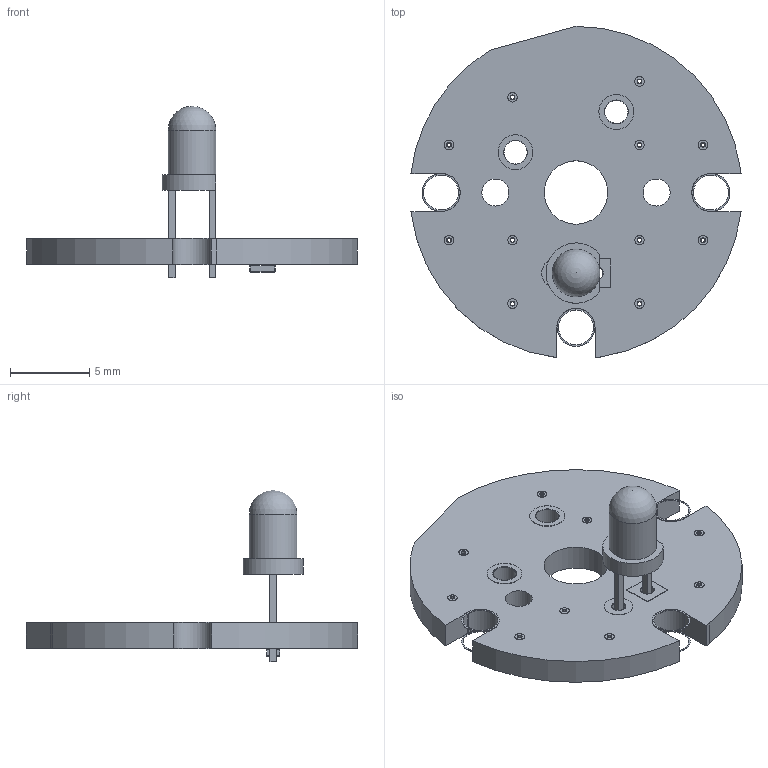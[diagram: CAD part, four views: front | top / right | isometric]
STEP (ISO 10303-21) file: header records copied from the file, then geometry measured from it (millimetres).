
FILE_DESCRIPTION(('KiCad electronic assembly'),'2;1');
FILE_NAME('button_pcb.step','2025-02-16T19:40:39',('Pcbnew'),('Kicad'), 'Open CASCADE STEP processor 7.8','KiCad to STEP converter','Unknown' );
FILE_SCHEMA(('AUTOMOTIVE_DESIGN { 1 0 10303 214 1 1 1 1 }'));
Length unit declared in the file: millimetre
Products named in the file (79): button_pcb 1; LED_D3.0mm; R_0603_1608Metric; Small_Button_track_1; Small_Button_track_2; Small_Button_track_3; Small_Button_track_4; Small_Button_track_5; Small_Button_track_6; Small_Button_track_7; Small_Button_track_8; Small_Button_track_9; Small_Button_pad_1; Small_Button_pad_2; Small_Button_pad_3; Small_Button_pad_4; Small_Button_pad_5; Small_Button_pad_6; Small_Button_pad_7; Small_Button_pad_8; Small_Button_pad_9; Small_Button_pad_10; Small_Button_pad_11; Small_Button_pad_12; Small_Button_pad_13; Small_Button_pad_14; Small_Button_pad_15; Small_Button_pad_16; Small_Button_pad_17; Small_Button_pad_18; Small_Button_pad_19; Small_Button_pad_20; Small_Button_pad_21; Small_Button_pad_22; Small_Button_pad_23; Small_Button_pad_24; Small_Button_pad_25; Small_Button_pad_26; Small_Button_pad_27; Small_Button_pad_28 ...
Assembly tree (78 placements, depth 3):
  button_pcb 1
    LED_D3.0mm
      LED_D3.0mm
    R_0603_1608Metric
      R_0603_1608Metric
    Small_Button_track_1
    Small_Button_track_2
    Small_Button_track_3
    Small_Button_track_4
    Small_Button_track_5
    Small_Button_track_6
    Small_Button_track_7
    Small_Button_track_8
    Small_Button_track_9
    Small_Button_pad_1
    Small_Button_pad_2
    Small_Button_pad_3
    Small_Button_pad_4
    Small_Button_pad_5
    Small_Button_pad_6
    Small_Button_pad_7
    Small_Button_pad_8
    Small_Button_pad_9
    Small_Button_pad_10
    Small_Button_pad_11
    Small_Button_pad_12
    Small_Button_pad_13
    Small_Button_pad_14
    Small_Button_pad_15
    Small_Button_pad_16
    Small_Button_pad_17
    Small_Button_pad_18
    Small_Button_pad_19
    Small_Button_pad_20
    Small_Button_pad_21
    Small_Button_pad_22
    Small_Button_pad_23
    Small_Button_pad_24
    Small_Button_pad_25
    Small_Button_pad_26
    Small_Button_pad_27
    Small_Button_pad_28
    Small_Button_pad_29
    Small_Button_pad_30
    Small_Button_pad_31
    Small_Button_pad_32
    Small_Button_pad_33
    Small_Button_pad_34
    Small_Button_pad_35
    Small_Button_pad_36
    Small_Button_pad_37
    Small_Button_pad_38
    Small_Button_pad_39
    Small_Button_pad_40
    Small_Button_pad_41
    Small_Button_pad_42
    Small_Button_pad_43
    Small_Button_pad_44
    Small_Button_pad_45
    Small_Button_pad_46
Bounding box: 20.8 x 20.87 x 10.8 mm (x, y, z)
Volume: 521.8 mm3; surface area: 1091 mm2
Topology: 70 solids, 70 shells, 500 faces, 1071 edges, 712 vertices
Faces by surface type: plane 346, cylinder 153, sphere 1
Full cylindrical faces by diameter (mm): 0.25 x33, 0.3 x22, 0.6 x22, 0.85 x6, 0.9 x4, 1.45 x6, 1.5 x4, 1.7 x2, 1.8 x2, 2.2 x10, 2.4 x6, 3 x1, 4 x1
Entity records: 15927 total; most frequent: DIRECTION 2539, CARTESIAN_POINT 2364, ORIENTED_EDGE 2144, EDGE_CURVE 1072, AXIS2_PLACEMENT_3D 888, LINE 763, VECTOR 763, VERTEX_POINT 713
